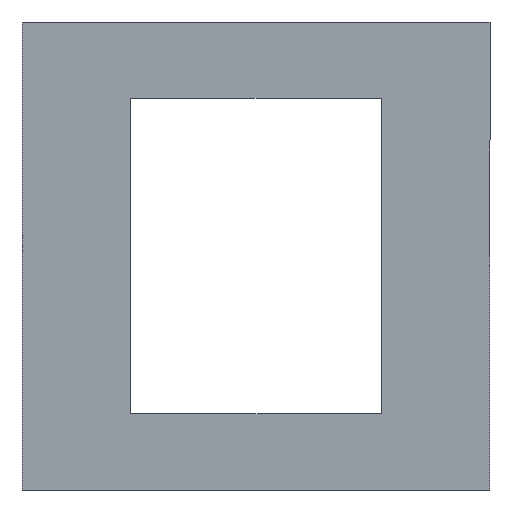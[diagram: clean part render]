
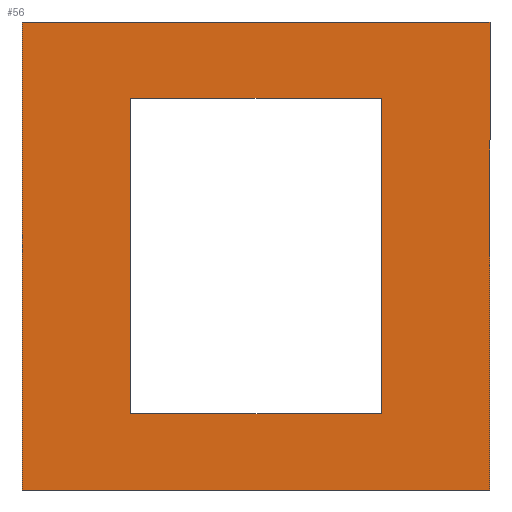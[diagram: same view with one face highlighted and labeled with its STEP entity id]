
A CAD part, front view. The second image highlights one B-rep face of the part: STEP entity #56.
In plain terms, the highlighted planar face has unit normal (0, -1, 0).
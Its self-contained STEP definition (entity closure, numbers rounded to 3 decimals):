
#6 = VERTEX_POINT ( 'NONE', #136 ) ;
#19 = VECTOR ( 'NONE', #153, 1000. ) ;
#25 = VERTEX_POINT ( 'NONE', #198 ) ;
#31 = VERTEX_POINT ( 'NONE', #167 ) ;
#32 = EDGE_CURVE ( 'NONE', #6, #31, #192, .T. ) ;
#37 = DIRECTION ( 'NONE',  ( 0., 0., -1. ) ) ;
#38 = CARTESIAN_POINT ( 'NONE',  ( 102.5, -4., -129.1 ) ) ;
#41 = CARTESIAN_POINT ( 'NONE',  ( -102.5, -4., 129.1 ) ) ;
#43 = CARTESIAN_POINT ( 'NONE',  ( -191.25, -4., 191.25 ) ) ;
#46 = CARTESIAN_POINT ( 'NONE',  ( 102.5, -4., -129.1 ) ) ;
#47 = FACE_BOUND ( 'NONE', #186, .T. ) ;
#56 = ADVANCED_FACE ( 'NONE', ( #47, #62 ), #264, .F. ) ;
#62 = FACE_OUTER_BOUND ( 'NONE', #130, .T. ) ;
#68 = EDGE_CURVE ( 'NONE', #31, #238, #262, .T. ) ;
#70 = LINE ( 'NONE', #201, #261 ) ;
#76 = VERTEX_POINT ( 'NONE', #206 ) ;
#81 = ORIENTED_EDGE ( 'NONE', *, *, #164, .F. ) ;
#82 = DIRECTION ( 'NONE',  ( 0., 0., 1. ) ) ;
#87 = CARTESIAN_POINT ( 'NONE',  ( 191.25, -4., 191.25 ) ) ;
#94 = DIRECTION ( 'NONE',  ( -1., 0., 0. ) ) ;
#96 = DIRECTION ( 'NONE',  ( 0., 0., 1. ) ) ;
#101 = CARTESIAN_POINT ( 'NONE',  ( 102.5, -4., 129.1 ) ) ;
#113 = ORIENTED_EDGE ( 'NONE', *, *, #32, .F. ) ;
#116 = LINE ( 'NONE', #182, #246 ) ;
#126 = DIRECTION ( 'NONE',  ( -1., 0., 0. ) ) ;
#130 = EDGE_LOOP ( 'NONE', ( #113, #313, #81, #302 ) ) ;
#134 = LINE ( 'NONE', #46, #255 ) ;
#136 = CARTESIAN_POINT ( 'NONE',  ( -191.25, -4., -191.25 ) ) ;
#140 = LINE ( 'NONE', #257, #225 ) ;
#147 = EDGE_CURVE ( 'NONE', #291, #76, #223, .T. ) ;
#148 = DIRECTION ( 'NONE',  ( 0., 1., 0. ) ) ;
#153 = DIRECTION ( 'NONE',  ( 1., 0., 0. ) ) ;
#159 = DIRECTION ( 'NONE',  ( 1., 0., 0. ) ) ;
#162 = LINE ( 'NONE', #101, #292 ) ;
#164 = EDGE_CURVE ( 'NONE', #238, #25, #70, .T. ) ;
#167 = CARTESIAN_POINT ( 'NONE',  ( -191.25, -4., 191.25 ) ) ;
#169 = ORIENTED_EDGE ( 'NONE', *, *, #324, .F. ) ;
#170 = VECTOR ( 'NONE', #82, 1000. ) ;
#182 = CARTESIAN_POINT ( 'NONE',  ( -102.5, -4., -129.1 ) ) ;
#186 = EDGE_LOOP ( 'NONE', ( #329, #169, #304, #214 ) ) ;
#192 = LINE ( 'NONE', #280, #170 ) ;
#198 = CARTESIAN_POINT ( 'NONE',  ( 191.25, -4., -191.25 ) ) ;
#201 = CARTESIAN_POINT ( 'NONE',  ( 191.25, -4., -191.25 ) ) ;
#206 = CARTESIAN_POINT ( 'NONE',  ( 102.5, -4., 129.1 ) ) ;
#209 = DIRECTION ( 'NONE',  ( 0., 0., -1. ) ) ;
#213 = EDGE_CURVE ( 'NONE', #248, #236, #116, .T. ) ;
#214 = ORIENTED_EDGE ( 'NONE', *, *, #305, .F. ) ;
#223 = LINE ( 'NONE', #38, #287 ) ;
#225 = VECTOR ( 'NONE', #94, 1000. ) ;
#233 = CARTESIAN_POINT ( 'NONE',  ( -191.25, -4., 191.25 ) ) ;
#236 = VERTEX_POINT ( 'NONE', #276 ) ;
#238 = VERTEX_POINT ( 'NONE', #87 ) ;
#246 = VECTOR ( 'NONE', #209, 1000. ) ;
#248 = VERTEX_POINT ( 'NONE', #41 ) ;
#252 = DIRECTION ( 'NONE',  ( 0., 0., 1. ) ) ;
#255 = VECTOR ( 'NONE', #159, 1000. ) ;
#256 = EDGE_CURVE ( 'NONE', #25, #6, #140, .T. ) ;
#257 = CARTESIAN_POINT ( 'NONE',  ( -191.25, -4., -191.25 ) ) ;
#258 = CARTESIAN_POINT ( 'NONE',  ( 102.5, -4., -129.1 ) ) ;
#261 = VECTOR ( 'NONE', #37, 1000. ) ;
#262 = LINE ( 'NONE', #233, #19 ) ;
#264 = PLANE ( 'NONE',  #270 ) ;
#270 = AXIS2_PLACEMENT_3D ( 'NONE', #43, #148, #96 ) ;
#276 = CARTESIAN_POINT ( 'NONE',  ( -102.5, -4., -129.1 ) ) ;
#280 = CARTESIAN_POINT ( 'NONE',  ( -191.25, -4., -191.25 ) ) ;
#287 = VECTOR ( 'NONE', #252, 1000. ) ;
#291 = VERTEX_POINT ( 'NONE', #258 ) ;
#292 = VECTOR ( 'NONE', #126, 1000. ) ;
#302 = ORIENTED_EDGE ( 'NONE', *, *, #68, .F. ) ;
#304 = ORIENTED_EDGE ( 'NONE', *, *, #213, .F. ) ;
#305 = EDGE_CURVE ( 'NONE', #76, #248, #162, .T. ) ;
#313 = ORIENTED_EDGE ( 'NONE', *, *, #256, .F. ) ;
#324 = EDGE_CURVE ( 'NONE', #236, #291, #134, .T. ) ;
#329 = ORIENTED_EDGE ( 'NONE', *, *, #147, .F. ) ;
